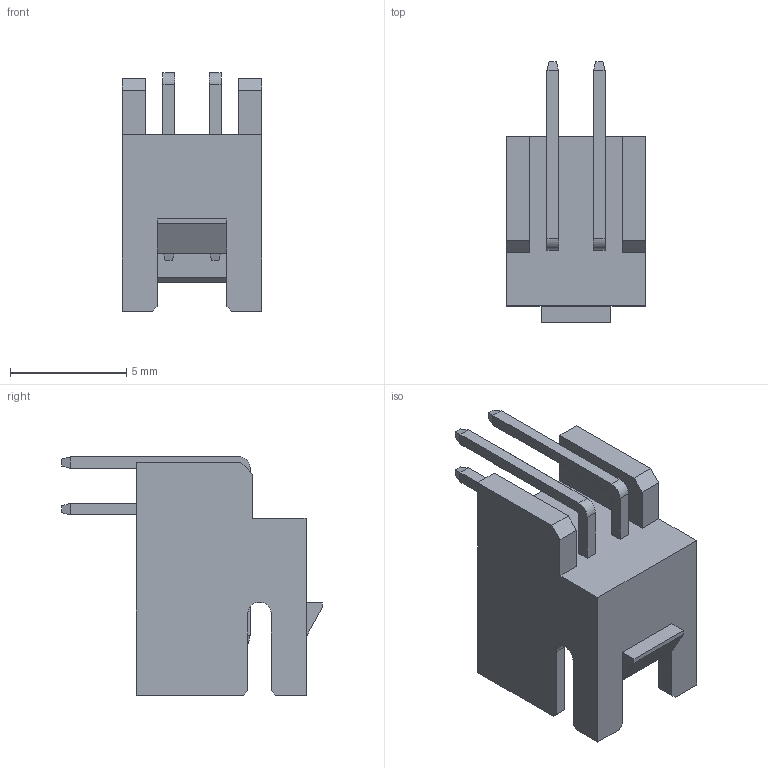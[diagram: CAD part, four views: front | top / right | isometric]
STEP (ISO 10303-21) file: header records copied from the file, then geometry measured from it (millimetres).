
FILE_DESCRIPTION (( 'STEP AP214' ), '1' );
FILE_NAME ('FWF20017-D04B22W5B-REF.STEP', '2026-01-12T06:49:00', ( '' ), ( '' ), 'SwSTEP 2.0', 'SolidWorks 2021', '' );
FILE_SCHEMA (( 'AUTOMOTIVE_DESIGN' ));
Length unit declared in the file: millimetre
Products named in the file (1): FWF20017-D04B22W5B-REF
Bounding box: 6 x 11.2 x 10.25 mm (x, y, z)
Volume: 173.6 mm3; surface area: 555.2 mm2
Topology: 1 solids, 1 shells, 149 faces, 367 edges, 228 vertices
Faces by surface type: plane 137, cylinder 12
Entity records: 4301 total; most frequent: CARTESIAN_POINT 751, ORIENTED_EDGE 734, DIRECTION 689, EDGE_CURVE 367, VECTOR 341, LINE 341, VERTEX_POINT 228, AXIS2_PLACEMENT_3D 174
